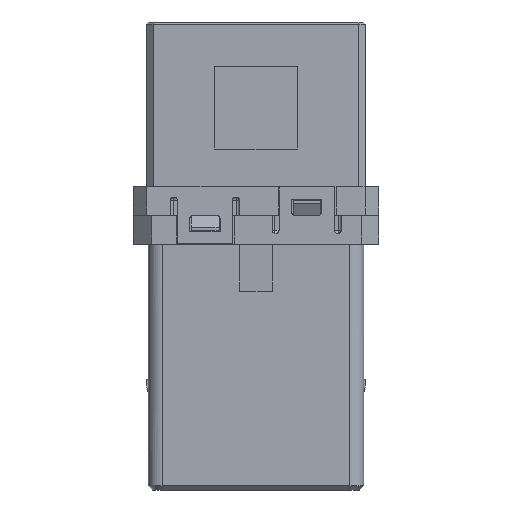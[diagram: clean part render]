
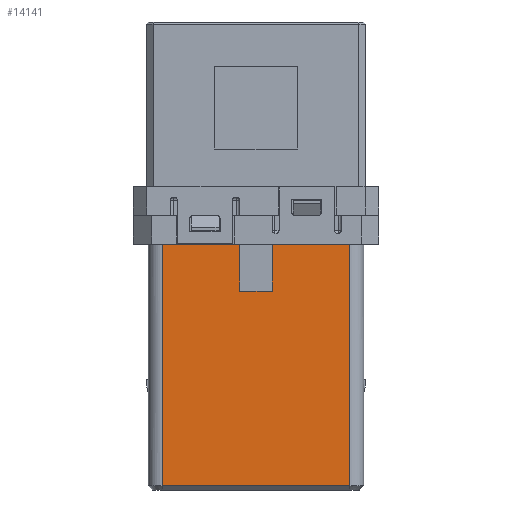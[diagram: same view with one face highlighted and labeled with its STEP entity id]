
A CAD part, left-side view. The second image highlights one B-rep face of the part: STEP entity #14141.
In plain terms, the highlighted planar face has unit normal (-1, 0, 0).
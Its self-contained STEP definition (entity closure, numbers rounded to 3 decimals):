
#14112=AXIS2_PLACEMENT_3D('Plane Axis2P3D',#14109,#14110,#14111) ;
#12740=CARTESIAN_POINT('Vertex',(2.08,7.675,17.8)) ;
#12743=CARTESIAN_POINT('Line Origine',(2.08,4.888,17.8)) ;
#12747=CARTESIAN_POINT('Vertex',(2.08,2.1,17.8)) ;
#12888=CARTESIAN_POINT('Vertex',(2.08,15.7,17.8)) ;
#12891=CARTESIAN_POINT('Line Origine',(2.08,12.912,17.8)) ;
#12895=CARTESIAN_POINT('Vertex',(2.08,10.125,17.8)) ;
#13253=CARTESIAN_POINT('Vertex',(2.08,2.1,0.3)) ;
#13273=CARTESIAN_POINT('Line Origine',(2.08,8.9,0.3)) ;
#13277=CARTESIAN_POINT('Vertex',(2.08,15.7,0.3)) ;
#13730=CARTESIAN_POINT('Line Origine',(2.08,15.7,19.9)) ;
#14090=CARTESIAN_POINT('Line Origine',(2.08,7.705,16.1)) ;
#14094=CARTESIAN_POINT('Vertex',(2.08,7.735,14.4)) ;
#14109=CARTESIAN_POINT('Axis2P3D Location',(2.08,16.7,-0.3)) ;
#14114=CARTESIAN_POINT('Line Origine',(2.08,2.1,9.05)) ;
#14119=CARTESIAN_POINT('Line Origine',(2.08,8.9,14.4)) ;
#14123=CARTESIAN_POINT('Vertex',(2.08,10.065,14.4)) ;
#14126=CARTESIAN_POINT('Line Origine',(2.08,10.095,16.1)) ;
#12744=DIRECTION('Vector Direction',(0.,-1.,0.)) ;
#12892=DIRECTION('Vector Direction',(0.,-1.,0.)) ;
#13274=DIRECTION('Vector Direction',(0.,-1.,0.)) ;
#13731=DIRECTION('Vector Direction',(0.,0.,1.)) ;
#14091=DIRECTION('Vector Direction',(0.,0.017,-1.)) ;
#14110=DIRECTION('Axis2P3D Direction',(-1.,0.,0.)) ;
#14111=DIRECTION('Axis2P3D XDirection',(0.,0.,1.)) ;
#14115=DIRECTION('Vector Direction',(0.,0.,1.)) ;
#14120=DIRECTION('Vector Direction',(0.,-1.,0.)) ;
#14127=DIRECTION('Vector Direction',(0.,0.017,1.)) ;
#12745=VECTOR('Line Direction',#12744,1.) ;
#12893=VECTOR('Line Direction',#12892,1.) ;
#13275=VECTOR('Line Direction',#13274,1.) ;
#13732=VECTOR('Line Direction',#13731,1.) ;
#14092=VECTOR('Line Direction',#14091,1.) ;
#14116=VECTOR('Line Direction',#14115,1.) ;
#14121=VECTOR('Line Direction',#14120,1.) ;
#14128=VECTOR('Line Direction',#14127,1.) ;
#14132=ORIENTED_EDGE('',*,*,#13734,.T.) ;
#14133=ORIENTED_EDGE('',*,*,#13279,.T.) ;
#14134=ORIENTED_EDGE('',*,*,#14118,.T.) ;
#14135=ORIENTED_EDGE('',*,*,#12749,.F.) ;
#14136=ORIENTED_EDGE('',*,*,#14096,.T.) ;
#14137=ORIENTED_EDGE('',*,*,#14125,.F.) ;
#14138=ORIENTED_EDGE('',*,*,#14130,.T.) ;
#14139=ORIENTED_EDGE('',*,*,#12897,.F.) ;
#14141=ADVANCED_FACE('Hauptk\X2\00F6\X0\rper',(#14140),#14113,.T.) ;
#12749=EDGE_CURVE('',#12741,#12748,#12746,.T.) ;
#12897=EDGE_CURVE('',#12889,#12896,#12894,.T.) ;
#13279=EDGE_CURVE('',#13278,#13254,#13276,.T.) ;
#13734=EDGE_CURVE('',#12889,#13278,#13733,.F.) ;
#14096=EDGE_CURVE('',#12741,#14095,#14093,.T.) ;
#14118=EDGE_CURVE('',#13254,#12748,#14117,.T.) ;
#14125=EDGE_CURVE('',#14124,#14095,#14122,.T.) ;
#14130=EDGE_CURVE('',#14124,#12896,#14129,.T.) ;
#14131=EDGE_LOOP('',(#14132,#14133,#14134,#14135,#14136,#14137,#14138,#14139)) ;
#14140=FACE_OUTER_BOUND('',#14131,.T.) ;
#12746=LINE('Line',#12743,#12745) ;
#12894=LINE('Line',#12891,#12893) ;
#13276=LINE('Line',#13273,#13275) ;
#13733=LINE('Line',#13730,#13732) ;
#14093=LINE('Line',#14090,#14092) ;
#14117=LINE('Line',#14114,#14116) ;
#14122=LINE('Line',#14119,#14121) ;
#14129=LINE('Line',#14126,#14128) ;
#14113=PLANE('',#14112) ;
#12741=VERTEX_POINT('',#12740) ;
#12748=VERTEX_POINT('',#12747) ;
#12889=VERTEX_POINT('',#12888) ;
#12896=VERTEX_POINT('',#12895) ;
#13254=VERTEX_POINT('',#13253) ;
#13278=VERTEX_POINT('',#13277) ;
#14095=VERTEX_POINT('',#14094) ;
#14124=VERTEX_POINT('',#14123) ;
